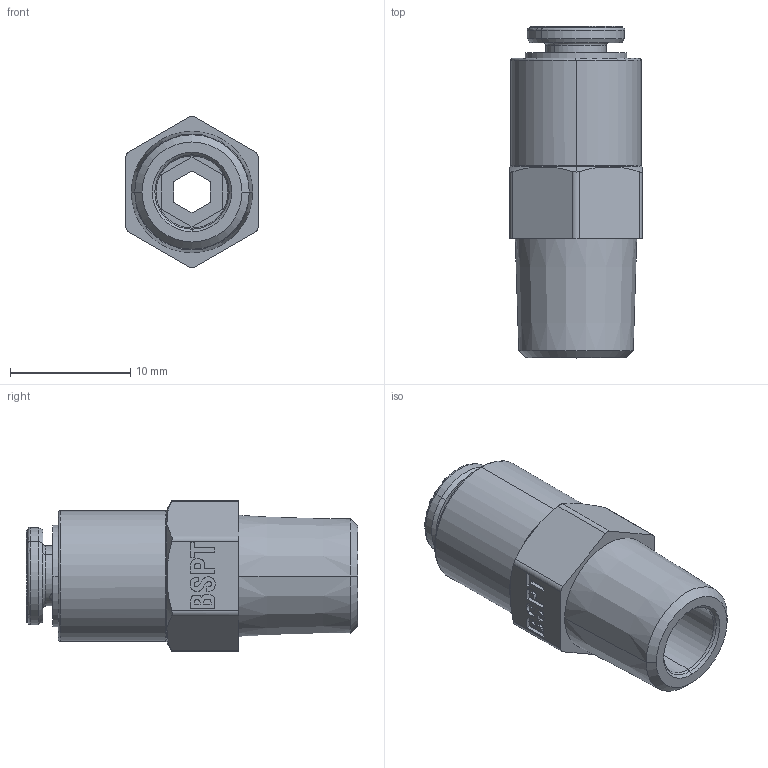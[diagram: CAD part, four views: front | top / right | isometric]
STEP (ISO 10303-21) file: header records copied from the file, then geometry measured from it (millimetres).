
FILE_DESCRIPTION(('STEP AP214'),'1');
FILE_NAME('6875_04_10.stp','2016-07-07T14:46:36',('TraceParts'),('TraceParts S.A.'),'Spatial InterOp 3D',' ',' ');
FILE_SCHEMA(('automotive_design'));
Length unit declared in the file: millimetre
Products named in the file (6): 6875 04 10|44104-64_ASM_1786#44104-64_ASM|44104-26_1782#44104-26;Solide1; 6875 04 10|44104-64_ASM_1786#44104-64_ASM|44104_1783#44104;Solide1; 6875 04 10|44104-64_ASM_1786#44104-64_ASM|44104-27_1784#44104-27;Solide1; 6875 04 10|44104-64_ASM_1786#44104-64_ASM|44124-20_1785#44124-20;Solide1; 6875 04 10|44524-43-06_1781#44524-43-06;Solide1; 6875 04 10|44104-11-10_ASS_1787#44104-11-10_ASS;Solide1
Bounding box: 11 x 27.59 x 12.55 mm (x, y, z)
Volume: 1757.9 mm3; surface area: 2207.8 mm2
Topology: 6 solids, 6 shells, 770 faces, 2015 edges, 1282 vertices
Faces by surface type: plane 263, bspline 215, cylinder 123, torus 92, cone 73, sphere 4
Entity records: 33284 total; most frequent: CARTESIAN_POINT 8805, ORIENTED_EDGE 4022, DIRECTION 3484, EDGE_CURVE 2011, VERTEX_POINT 1282, AXIS2_PLACEMENT_3D 1274, LINE 936, VECTOR 936
